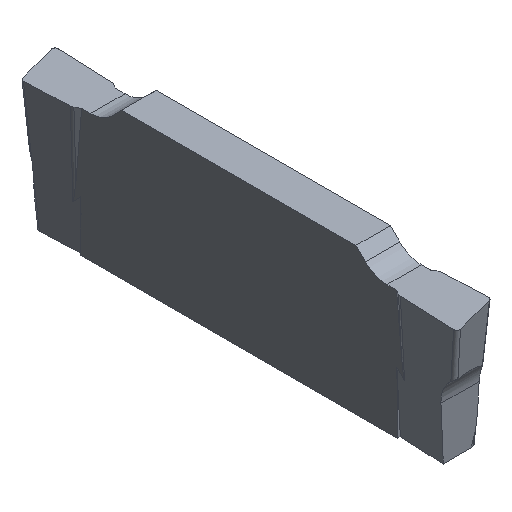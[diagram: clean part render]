
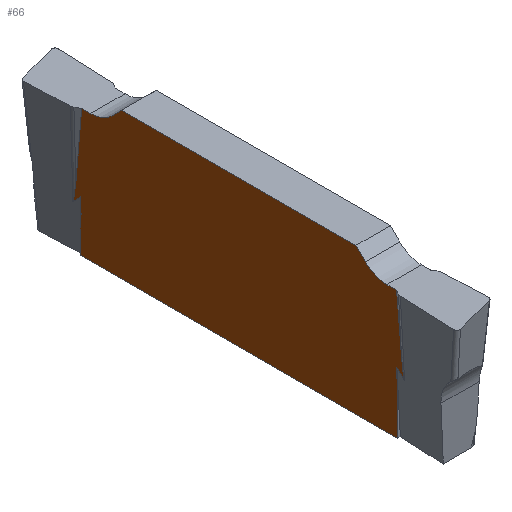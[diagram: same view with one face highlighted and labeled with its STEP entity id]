
A CAD part, isometric view. The second image highlights one B-rep face of the part: STEP entity #66.
In plain terms, the highlighted planar face has unit normal (-1, 0, 0).
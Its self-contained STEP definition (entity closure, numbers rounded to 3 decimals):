
#39=CIRCLE('',#855,1.);
#40=CIRCLE('',#856,1.);
#66=ADVANCED_FACE('',(#132),#104,.T.);
#104=PLANE('',#857);
#132=FACE_OUTER_BOUND('',#172,.T.);
#172=EDGE_LOOP('',(#281,#282,#283,#284,#285,#286,#287,#288,#289,#290,#291,
#292,#293,#294,#295,#296));
#281=ORIENTED_EDGE('',*,*,#573,.T.);
#282=ORIENTED_EDGE('',*,*,#574,.T.);
#283=ORIENTED_EDGE('',*,*,#547,.F.);
#284=ORIENTED_EDGE('',*,*,#575,.F.);
#285=ORIENTED_EDGE('',*,*,#533,.T.);
#286=ORIENTED_EDGE('',*,*,#576,.F.);
#287=ORIENTED_EDGE('',*,*,#568,.F.);
#288=ORIENTED_EDGE('',*,*,#577,.T.);
#289=ORIENTED_EDGE('',*,*,#578,.T.);
#290=ORIENTED_EDGE('',*,*,#579,.F.);
#291=ORIENTED_EDGE('',*,*,#580,.F.);
#292=ORIENTED_EDGE('',*,*,#581,.F.);
#293=ORIENTED_EDGE('',*,*,#582,.F.);
#294=ORIENTED_EDGE('',*,*,#583,.F.);
#295=ORIENTED_EDGE('',*,*,#584,.F.);
#296=ORIENTED_EDGE('',*,*,#585,.F.);
#457=VERTEX_POINT('',#1134);
#458=VERTEX_POINT('',#1136);
#469=VERTEX_POINT('',#1165);
#470=VERTEX_POINT('',#1167);
#486=VERTEX_POINT('',#1210);
#487=VERTEX_POINT('',#1212);
#489=VERTEX_POINT('',#1222);
#490=VERTEX_POINT('',#1223);
#491=VERTEX_POINT('',#1258);
#492=VERTEX_POINT('',#1260);
#493=VERTEX_POINT('',#1262);
#494=VERTEX_POINT('',#1264);
#495=VERTEX_POINT('',#1266);
#496=VERTEX_POINT('',#1268);
#497=VERTEX_POINT('',#1270);
#498=VERTEX_POINT('',#1272);
#533=EDGE_CURVE('',#458,#457,#646,.T.);
#547=EDGE_CURVE('',#469,#470,#657,.T.);
#568=EDGE_CURVE('',#486,#487,#673,.T.);
#573=EDGE_CURVE('',#489,#490,#677,.T.);
#574=EDGE_CURVE('',#490,#470,#803,.T.);
#575=EDGE_CURVE('',#458,#469,#678,.T.);
#576=EDGE_CURVE('',#487,#457,#679,.T.);
#577=EDGE_CURVE('',#486,#491,#804,.T.);
#578=EDGE_CURVE('',#491,#492,#680,.T.);
#579=EDGE_CURVE('',#493,#492,#681,.T.);
#580=EDGE_CURVE('',#494,#493,#39,.T.);
#581=EDGE_CURVE('',#495,#494,#682,.T.);
#582=EDGE_CURVE('',#496,#495,#683,.T.);
#583=EDGE_CURVE('',#497,#496,#684,.T.);
#584=EDGE_CURVE('',#498,#497,#40,.T.);
#585=EDGE_CURVE('',#489,#498,#685,.T.);
#646=LINE('',#1135,#726);
#657=LINE('',#1166,#737);
#673=LINE('',#1211,#753);
#677=LINE('',#1221,#757);
#678=LINE('',#1243,#758);
#679=LINE('',#1244,#759);
#680=LINE('',#1259,#760);
#681=LINE('',#1261,#761);
#682=LINE('',#1265,#762);
#683=LINE('',#1267,#763);
#684=LINE('',#1269,#764);
#685=LINE('',#1273,#765);
#726=VECTOR('',#911,1.);
#737=VECTOR('',#930,1.);
#753=VECTOR('',#962,1.);
#757=VECTOR('',#974,1.);
#758=VECTOR('',#975,1.);
#759=VECTOR('',#976,1.);
#760=VECTOR('',#977,1.);
#761=VECTOR('',#978,1.);
#762=VECTOR('',#981,1.);
#763=VECTOR('',#982,1.);
#764=VECTOR('',#983,1.);
#765=VECTOR('',#986,1.);
#803=B_SPLINE_CURVE_WITH_KNOTS('',3,(#1224,#1225,#1226,#1227,#1228,#1229,
#1230,#1231,#1232,#1233,#1234,#1235,#1236,#1237,#1238,#1239,#1240,#1241,
#1242),.UNSPECIFIED.,.F.,.F.,(4,3,3,3,3,3,4),(0.,0.312,0.653,
0.824,0.929,0.98,1.),.UNSPECIFIED.);
#804=B_SPLINE_CURVE_WITH_KNOTS('',3,(#1245,#1246,#1247,#1248,#1249,#1250,
#1251,#1252,#1253,#1254,#1255,#1256,#1257),.UNSPECIFIED.,.F.,.F.,(4,3,3,
3,4),(0.,0.038,0.185,0.769,1.),
 .UNSPECIFIED.);
#855=AXIS2_PLACEMENT_3D('',#1263,#979,#980);
#856=AXIS2_PLACEMENT_3D('',#1271,#984,#985);
#857=AXIS2_PLACEMENT_3D('',#1274,#987,#988);
#911=DIRECTION('',(0.,-1.,0.));
#930=DIRECTION('',(0.,0.707,-0.707));
#962=DIRECTION('',(0.,0.707,0.707));
#974=DIRECTION('',(0.,0.087,-0.996));
#975=DIRECTION('',(0.,-0.011,1.));
#976=DIRECTION('',(0.,-0.01,-1.));
#977=DIRECTION('',(0.,0.088,0.996));
#978=DIRECTION('',(0.,-1.,0.));
#979=DIRECTION('',(-1.,0.,0.));
#980=DIRECTION('',(0.,0.,1.));
#981=DIRECTION('',(0.,-0.707,-0.707));
#982=DIRECTION('',(0.,-1.,0.));
#983=DIRECTION('',(0.,-0.707,0.707));
#984=DIRECTION('',(-1.,0.,0.));
#985=DIRECTION('',(0.,0.,1.));
#986=DIRECTION('',(0.,-1.,0.));
#987=DIRECTION('',(-1.,0.,0.));
#988=DIRECTION('',(0.,0.,1.));
#1134=CARTESIAN_POINT('',(-0.565,1.782,-4.205));
#1135=CARTESIAN_POINT('',(-0.565,13.7,-4.205));
#1136=CARTESIAN_POINT('',(-0.565,12.22,-4.205));
#1165=CARTESIAN_POINT('',(-0.565,12.202,-2.537));
#1166=CARTESIAN_POINT('',(-0.565,11.381,-1.717));
#1167=CARTESIAN_POINT('',(-0.565,12.454,-2.789));
#1210=CARTESIAN_POINT('',(-0.565,1.552,-2.435));
#1211=CARTESIAN_POINT('',(-0.565,9.152,5.158));
#1212=CARTESIAN_POINT('',(-0.565,1.803,-2.184));
#1221=CARTESIAN_POINT('',(-0.565,12.124,0.467));
#1222=CARTESIAN_POINT('',(-0.565,12.165,0.));
#1223=CARTESIAN_POINT('',(-0.565,12.355,-2.173));
#1224=CARTESIAN_POINT('',(-0.565,12.355,-2.173));
#1225=CARTESIAN_POINT('',(-0.565,12.361,-2.238));
#1226=CARTESIAN_POINT('',(-0.565,12.367,-2.302));
#1227=CARTESIAN_POINT('',(-0.565,12.374,-2.367));
#1228=CARTESIAN_POINT('',(-0.565,12.381,-2.438));
#1229=CARTESIAN_POINT('',(-0.565,12.389,-2.509));
#1230=CARTESIAN_POINT('',(-0.565,12.4,-2.58));
#1231=CARTESIAN_POINT('',(-0.565,12.405,-2.615));
#1232=CARTESIAN_POINT('',(-0.565,12.411,-2.651));
#1233=CARTESIAN_POINT('',(-0.565,12.419,-2.686));
#1234=CARTESIAN_POINT('',(-0.565,12.423,-2.707));
#1235=CARTESIAN_POINT('',(-0.565,12.428,-2.728));
#1236=CARTESIAN_POINT('',(-0.565,12.435,-2.749));
#1237=CARTESIAN_POINT('',(-0.565,12.438,-2.759));
#1238=CARTESIAN_POINT('',(-0.565,12.442,-2.769));
#1239=CARTESIAN_POINT('',(-0.565,12.447,-2.779));
#1240=CARTESIAN_POINT('',(-0.565,12.449,-2.782));
#1241=CARTESIAN_POINT('',(-0.565,12.451,-2.786));
#1242=CARTESIAN_POINT('',(-0.565,12.454,-2.789));
#1243=CARTESIAN_POINT('',(-0.565,12.169,0.589));
#1244=CARTESIAN_POINT('',(-0.565,1.833,0.729));
#1245=CARTESIAN_POINT('',(-0.565,1.552,-2.435));
#1246=CARTESIAN_POINT('',(-0.565,1.557,-2.43));
#1247=CARTESIAN_POINT('',(-0.565,1.561,-2.423));
#1248=CARTESIAN_POINT('',(-0.565,1.564,-2.416));
#1249=CARTESIAN_POINT('',(-0.565,1.576,-2.388));
#1250=CARTESIAN_POINT('',(-0.565,1.582,-2.359));
#1251=CARTESIAN_POINT('',(-0.565,1.588,-2.33));
#1252=CARTESIAN_POINT('',(-0.565,1.612,-2.215));
#1253=CARTESIAN_POINT('',(-0.565,1.624,-2.097));
#1254=CARTESIAN_POINT('',(-0.565,1.636,-1.98));
#1255=CARTESIAN_POINT('',(-0.565,1.641,-1.934));
#1256=CARTESIAN_POINT('',(-0.565,1.645,-1.887));
#1257=CARTESIAN_POINT('',(-0.565,1.649,-1.841));
#1258=CARTESIAN_POINT('',(-0.565,1.649,-1.841));
#1259=CARTESIAN_POINT('',(-0.565,1.959,1.648));
#1260=CARTESIAN_POINT('',(-0.565,1.812,0.));
#1261=CARTESIAN_POINT('',(-0.565,13.7,0.));
#1262=CARTESIAN_POINT('',(-0.565,2.131,0.));
#1263=CARTESIAN_POINT('',(-0.565,2.131,1.));
#1264=CARTESIAN_POINT('',(-0.565,2.838,0.293));
#1265=CARTESIAN_POINT('',(-0.565,8.425,5.88));
#1266=CARTESIAN_POINT('',(-0.565,3.15,0.605));
#1267=CARTESIAN_POINT('',(-0.565,13.7,0.605));
#1268=CARTESIAN_POINT('',(-0.565,10.85,0.605));
#1269=CARTESIAN_POINT('',(-0.565,12.275,-0.82));
#1270=CARTESIAN_POINT('',(-0.565,11.162,0.293));
#1271=CARTESIAN_POINT('',(-0.565,11.869,1.));
#1272=CARTESIAN_POINT('',(-0.565,11.869,0.));
#1273=CARTESIAN_POINT('',(-0.565,13.7,0.));
#1274=CARTESIAN_POINT('',(-0.565,13.7,0.605));
